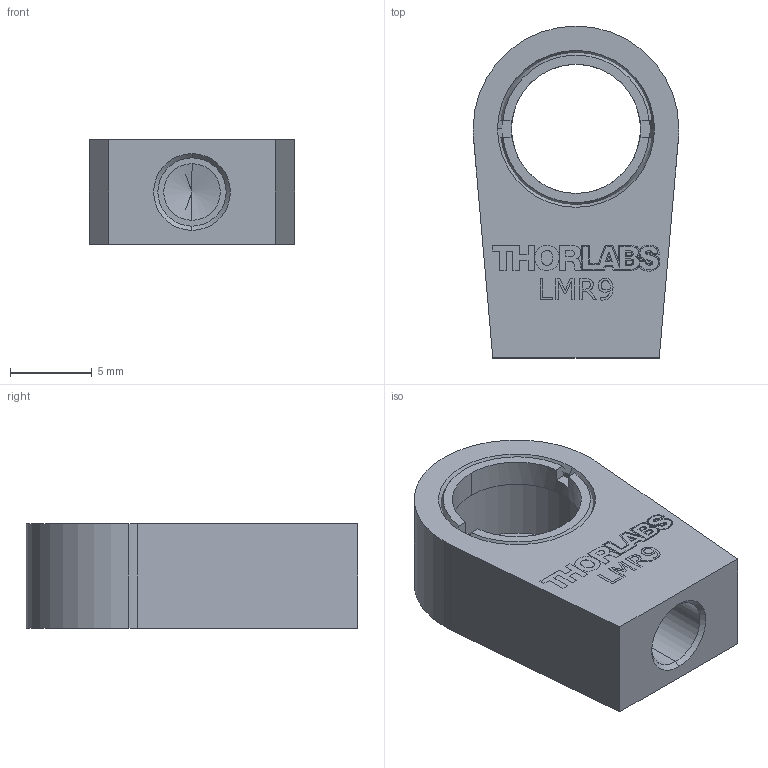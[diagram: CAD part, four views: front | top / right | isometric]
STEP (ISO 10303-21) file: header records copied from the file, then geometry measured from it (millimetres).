
FILE_DESCRIPTION (( 'STEP AP203' ), '1' );
FILE_NAME ('TTN120648-E0W.STEP', '2016-12-16T22:15:38', ( 'admin' ), ( '' ), 'SwSTEP 2.0', 'SolidWorks 2016', '' );
FILE_SCHEMA (( 'CONFIG_CONTROL_DESIGN' ));
Length unit declared in the file: inch
Products named in the file (1): TTN120648-E0W
Bounding box: 12.56 x 20.25 x 6.35 mm (x, y, z)
Volume: 928.3 mm3; surface area: 1103.7 mm2
Topology: 2 solids, 2 shells, 257 faces, 684 edges, 452 vertices
Faces by surface type: plane 147, bspline 84, cylinder 15, cone 11
Entity records: 9260 total; most frequent: CARTESIAN_POINT 3324, ORIENTED_EDGE 1364, DIRECTION 905, EDGE_CURVE 682, VECTOR 463, LINE 463, VERTEX_POINT 452, EDGE_LOOP 284
